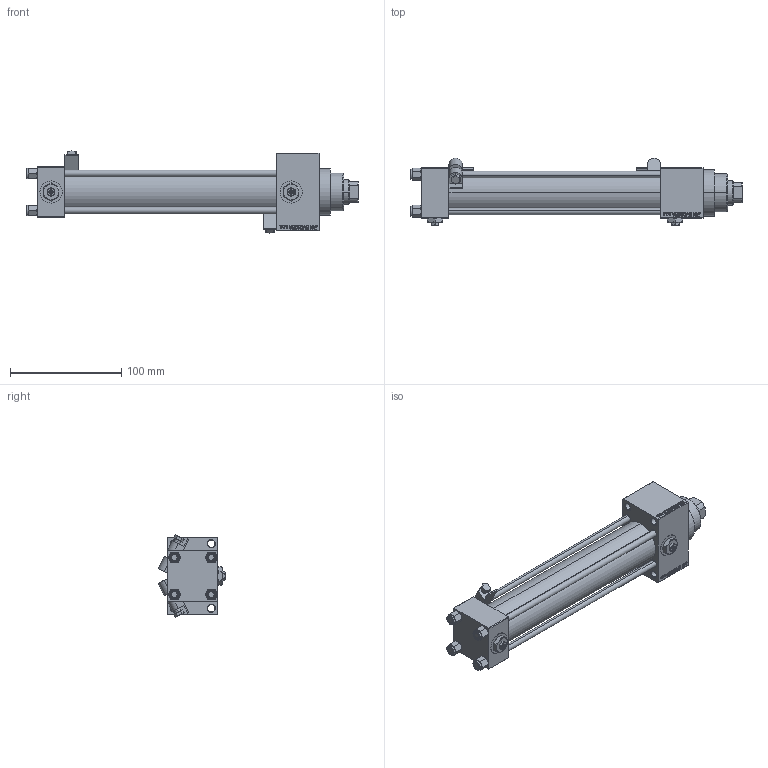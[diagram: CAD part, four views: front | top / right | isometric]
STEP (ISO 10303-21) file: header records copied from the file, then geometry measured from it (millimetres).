
FILE_DESCRIPTION (( 'STEP AP203' ), '1' );
FILE_NAME ('22f3.STEP', '2023-08-23T05:41:07', ( '' ), ( '' ), 'SwSTEP 2.0', 'SolidWorks 2019', '' );
FILE_SCHEMA (( 'CONFIG_CONTROL_DESIGN' ));
Length unit declared in the file: millimetre
Products named in the file (8): MSRF_MSRG1 fb0fea7463b2f42e5114aaf6ac50547e; NUT_M5_D fb0fea7463b2f42e5114aaf6ac50547e; V215CR_D_TYCINKA fb0fea7463b2f42e5114aaf6ac50547e; 22f3; Zatka_pro_OIL_PORT fb0fea7463b2f42e5114aaf6ac50547e; V215_VC_A fb0fea7463b2f42e5114aaf6ac50547e; V215CR_D_Body fb0fea7463b2f42e5114aaf6ac50547e; V215CR_VCP_D fb0fea7463b2f42e5114aaf6ac50547e
Assembly tree (15 placements, depth 2):
  22f3
    V215CR_D_Body fb0fea7463b2f42e5114aaf6ac50547e
    V215CR_VCP_D fb0fea7463b2f42e5114aaf6ac50547e
    NUT_M5_D fb0fea7463b2f42e5114aaf6ac50547e  x4
    V215CR_D_TYCINKA fb0fea7463b2f42e5114aaf6ac50547e  x4
    V215_VC_A fb0fea7463b2f42e5114aaf6ac50547e
    MSRF_MSRG1 fb0fea7463b2f42e5114aaf6ac50547e  x2
    Zatka_pro_OIL_PORT fb0fea7463b2f42e5114aaf6ac50547e  x2
Bounding box: 298 x 60.66 x 74.05 mm (x, y, z)
Volume: 365554.8 mm3; surface area: 136417.2 mm2
Topology: 15 solids, 15 shells, 1266 faces, 3118 edges, 2005 vertices
Faces by surface type: plane 578, bspline 368, cone 184, cylinder 128, torus 8
Entity records: 50135 total; most frequent: CARTESIAN_POINT 25817, ORIENTED_EDGE 5386, DIRECTION 3579, EDGE_CURVE 2693, VERTEX_POINT 1755, LINE 1601, VECTOR 1601, EDGE_LOOP 1214
